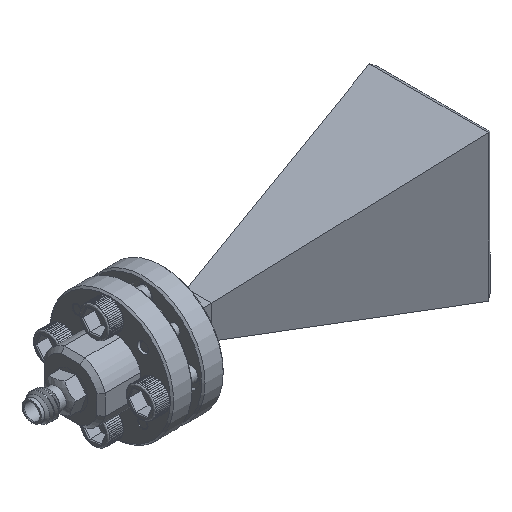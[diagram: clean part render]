
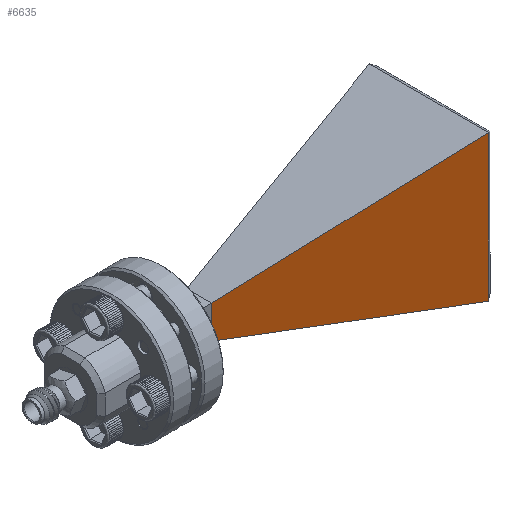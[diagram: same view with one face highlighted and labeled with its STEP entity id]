
A CAD part, isometric view. The second image highlights one B-rep face of the part: STEP entity #6635.
In plain terms, the highlighted planar face has unit normal (-0.201, -0.98, 0).
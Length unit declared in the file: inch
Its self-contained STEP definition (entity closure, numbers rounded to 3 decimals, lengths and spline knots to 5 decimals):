
#34 = VERTEX_POINT ( 'NONE', #16784 ) ;
#246 = CARTESIAN_POINT ( 'NONE',  ( -2.84192, 1.22713, 1.36296 ) ) ;
#995 = DIRECTION ( 'NONE',  ( -0.952, 0.195, 0.234 ) ) ;
#1072 = VERTEX_POINT ( 'NONE', #1394 ) ;
#1394 = CARTESIAN_POINT ( 'NONE',  ( -4.23253, 1.5126, 0.82069 ) ) ;
#2141 = VECTOR ( 'NONE', #10973, 39.37008 ) ;
#3262 = VECTOR ( 'NONE', #995, 39.37008 ) ;
#4423 = LINE ( 'NONE', #17864, #12647 ) ;
#5805 = CARTESIAN_POINT ( 'NONE',  ( -4.23253, 1.5126, 1.02069 ) ) ;
#6300 = CARTESIAN_POINT ( 'NONE',  ( -2.84192, 1.22713, 0.47843 ) ) ;
#6623 = EDGE_CURVE ( 'NONE', #34, #14236, #13204, .T. ) ;
#6633 = DIRECTION ( 'NONE',  ( -0.201, -0.98, 0. ) ) ;
#6635 = ADVANCED_FACE ( 'NONE', ( #9509 ), #18747, .T. ) ;
#7572 = CARTESIAN_POINT ( 'NONE',  ( -4.23253, 1.5126, 0.92069 ) ) ;
#7601 = DIRECTION ( 'NONE',  ( 0.952, -0.195, 0.234 ) ) ;
#8075 = EDGE_CURVE ( 'NONE', #16908, #14236, #4423, .T. ) ;
#8714 = ORIENTED_EDGE ( 'NONE', *, *, #6623, .T. ) ;
#9116 = LINE ( 'NONE', #6300, #3262 ) ;
#9421 = ORIENTED_EDGE ( 'NONE', *, *, #15989, .T. ) ;
#9509 = FACE_OUTER_BOUND ( 'NONE', #11097, .T. ) ;
#10973 = DIRECTION ( 'NONE',  ( 0., 0., -1. ) ) ;
#11097 = EDGE_LOOP ( 'NONE', ( #15087, #9421, #16534, #8714 ) ) ;
#12647 = VECTOR ( 'NONE', #7601, 39.37008 ) ;
#13204 = LINE ( 'NONE', #13374, #19789 ) ;
#13374 = CARTESIAN_POINT ( 'NONE',  ( -2.84192, 1.22713, 0.92069 ) ) ;
#14236 = VERTEX_POINT ( 'NONE', #246 ) ;
#15087 = ORIENTED_EDGE ( 'NONE', *, *, #8075, .F. ) ;
#15396 = LINE ( 'NONE', #7572, #2141 ) ;
#15782 = AXIS2_PLACEMENT_3D ( 'NONE', #20352, #6633, #21786 ) ;
#15989 = EDGE_CURVE ( 'NONE', #16908, #1072, #15396, .T. ) ;
#16534 = ORIENTED_EDGE ( 'NONE', *, *, #20058, .F. ) ;
#16784 = CARTESIAN_POINT ( 'NONE',  ( -2.84192, 1.22713, 0.47843 ) ) ;
#16908 = VERTEX_POINT ( 'NONE', #5805 ) ;
#17864 = CARTESIAN_POINT ( 'NONE',  ( -4.23253, 1.5126, 1.02069 ) ) ;
#18747 = PLANE ( 'NONE',  #15782 ) ;
#19789 = VECTOR ( 'NONE', #22012, 39.37008 ) ;
#20058 = EDGE_CURVE ( 'NONE', #34, #1072, #9116, .T. ) ;
#20352 = CARTESIAN_POINT ( 'NONE',  ( -2.53867, 1.16488, 0.92069 ) ) ;
#21786 = DIRECTION ( 'NONE',  ( 0.98, -0.201, 0. ) ) ;
#22012 = DIRECTION ( 'NONE',  ( 0., 0., 1. ) ) ;
